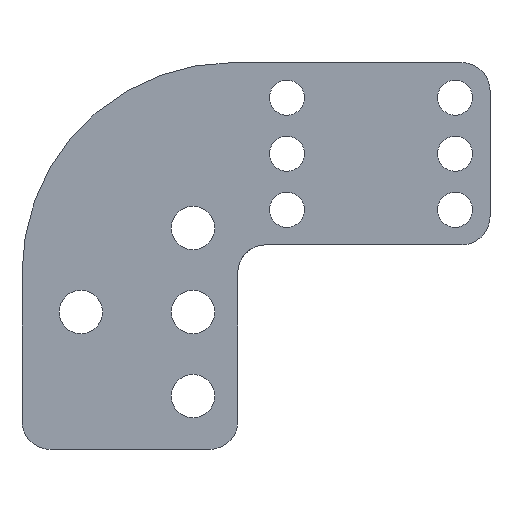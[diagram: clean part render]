
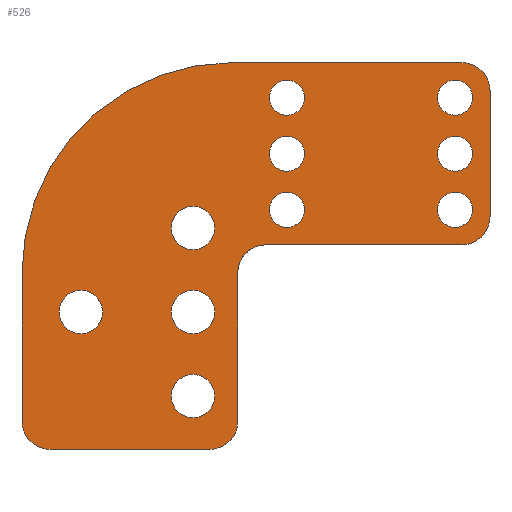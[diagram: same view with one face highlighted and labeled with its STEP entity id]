
A CAD part, front view. The second image highlights one B-rep face of the part: STEP entity #526.
In plain terms, the highlighted planar face has unit normal (0, -1, 0).
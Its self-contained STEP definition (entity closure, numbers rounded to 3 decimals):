
#26=FACE_BOUND('',#107,.T.);
#27=FACE_BOUND('',#108,.T.);
#28=FACE_BOUND('',#109,.T.);
#29=FACE_BOUND('',#110,.T.);
#30=FACE_BOUND('',#111,.T.);
#31=FACE_BOUND('',#112,.T.);
#32=FACE_BOUND('',#113,.T.);
#33=FACE_BOUND('',#114,.T.);
#34=FACE_BOUND('',#115,.T.);
#35=FACE_BOUND('',#116,.T.);
#44=PLANE('',#599);
#70=FACE_OUTER_BOUND('',#106,.T.);
#106=EDGE_LOOP('',(#462,#463,#464,#465,#466,#467,#468,#469,#470,#471,#472,
#473));
#107=EDGE_LOOP('',(#474));
#108=EDGE_LOOP('',(#475));
#109=EDGE_LOOP('',(#476));
#110=EDGE_LOOP('',(#477));
#111=EDGE_LOOP('',(#478));
#112=EDGE_LOOP('',(#479));
#113=EDGE_LOOP('',(#480));
#114=EDGE_LOOP('',(#481));
#115=EDGE_LOOP('',(#482));
#116=EDGE_LOOP('',(#483));
#121=LINE('',#772,#158);
#128=LINE('',#808,#165);
#135=LINE('',#841,#172);
#140=LINE('',#857,#177);
#142=LINE('',#863,#179);
#153=LINE('',#905,#190);
#158=VECTOR('',#614,10.);
#165=VECTOR('',#641,10.);
#172=VECTOR('',#674,10.);
#177=VECTOR('',#693,10.);
#179=VECTOR('',#701,10.);
#190=VECTOR('',#754,10.);
#191=CIRCLE('',#542,15.);
#209=CIRCLE('',#566,2.);
#210=CIRCLE('',#569,2.);
#211=CIRCLE('',#571,2.);
#212=CIRCLE('',#573,2.);
#213=CIRCLE('',#576,2.);
#214=CIRCLE('',#579,1.25);
#215=CIRCLE('',#581,1.25);
#216=CIRCLE('',#583,1.25);
#217=CIRCLE('',#585,1.25);
#218=CIRCLE('',#587,1.25);
#219=CIRCLE('',#589,1.55);
#220=CIRCLE('',#591,1.55);
#221=CIRCLE('',#593,1.55);
#222=CIRCLE('',#595,1.25);
#223=CIRCLE('',#597,1.55);
#224=VERTEX_POINT('',#759);
#225=VERTEX_POINT('',#760);
#229=VERTEX_POINT('',#770);
#241=VERTEX_POINT('',#805);
#242=VERTEX_POINT('',#807);
#254=VERTEX_POINT('',#835);
#255=VERTEX_POINT('',#839);
#256=VERTEX_POINT('',#843);
#257=VERTEX_POINT('',#847);
#258=VERTEX_POINT('',#851);
#259=VERTEX_POINT('',#853);
#260=VERTEX_POINT('',#859);
#261=VERTEX_POINT('',#865);
#262=VERTEX_POINT('',#869);
#263=VERTEX_POINT('',#873);
#264=VERTEX_POINT('',#877);
#265=VERTEX_POINT('',#881);
#266=VERTEX_POINT('',#885);
#267=VERTEX_POINT('',#889);
#268=VERTEX_POINT('',#893);
#269=VERTEX_POINT('',#897);
#270=VERTEX_POINT('',#901);
#271=EDGE_CURVE('',#224,#225,#191,.T.);
#277=EDGE_CURVE('',#225,#229,#121,.T.);
#292=EDGE_CURVE('',#242,#241,#128,.T.);
#307=EDGE_CURVE('',#254,#241,#209,.T.);
#309=EDGE_CURVE('',#254,#255,#135,.T.);
#311=EDGE_CURVE('',#256,#255,#210,.T.);
#312=EDGE_CURVE('',#242,#257,#211,.T.);
#315=EDGE_CURVE('',#258,#259,#212,.T.);
#317=EDGE_CURVE('',#258,#224,#140,.T.);
#318=EDGE_CURVE('',#260,#229,#213,.T.);
#320=EDGE_CURVE('',#260,#257,#142,.T.);
#322=EDGE_CURVE('',#261,#261,#214,.T.);
#324=EDGE_CURVE('',#262,#262,#215,.T.);
#326=EDGE_CURVE('',#263,#263,#216,.T.);
#328=EDGE_CURVE('',#264,#264,#217,.T.);
#330=EDGE_CURVE('',#265,#265,#218,.T.);
#332=EDGE_CURVE('',#266,#266,#219,.T.);
#334=EDGE_CURVE('',#267,#267,#220,.T.);
#336=EDGE_CURVE('',#268,#268,#221,.T.);
#338=EDGE_CURVE('',#269,#269,#222,.T.);
#340=EDGE_CURVE('',#270,#270,#223,.T.);
#341=EDGE_CURVE('',#256,#259,#153,.T.);
#462=ORIENTED_EDGE('',*,*,#271,.T.);
#463=ORIENTED_EDGE('',*,*,#277,.T.);
#464=ORIENTED_EDGE('',*,*,#318,.F.);
#465=ORIENTED_EDGE('',*,*,#320,.T.);
#466=ORIENTED_EDGE('',*,*,#312,.F.);
#467=ORIENTED_EDGE('',*,*,#292,.T.);
#468=ORIENTED_EDGE('',*,*,#307,.F.);
#469=ORIENTED_EDGE('',*,*,#309,.T.);
#470=ORIENTED_EDGE('',*,*,#311,.F.);
#471=ORIENTED_EDGE('',*,*,#341,.T.);
#472=ORIENTED_EDGE('',*,*,#315,.F.);
#473=ORIENTED_EDGE('',*,*,#317,.T.);
#474=ORIENTED_EDGE('',*,*,#340,.T.);
#475=ORIENTED_EDGE('',*,*,#338,.T.);
#476=ORIENTED_EDGE('',*,*,#336,.T.);
#477=ORIENTED_EDGE('',*,*,#334,.T.);
#478=ORIENTED_EDGE('',*,*,#332,.T.);
#479=ORIENTED_EDGE('',*,*,#330,.T.);
#480=ORIENTED_EDGE('',*,*,#328,.T.);
#481=ORIENTED_EDGE('',*,*,#326,.T.);
#482=ORIENTED_EDGE('',*,*,#324,.T.);
#483=ORIENTED_EDGE('',*,*,#322,.T.);
#526=ADVANCED_FACE('',(#70,#26,#27,#28,#29,#30,#31,#32,#33,#34,#35),#44,
 .T.);
#542=AXIS2_PLACEMENT_3D('',#761,#604,#605);
#566=AXIS2_PLACEMENT_3D('',#837,#669,#670);
#569=AXIS2_PLACEMENT_3D('',#845,#678,#679);
#571=AXIS2_PLACEMENT_3D('',#848,#682,#683);
#573=AXIS2_PLACEMENT_3D('',#854,#688,#689);
#576=AXIS2_PLACEMENT_3D('',#860,#696,#697);
#579=AXIS2_PLACEMENT_3D('',#867,#705,#706);
#581=AXIS2_PLACEMENT_3D('',#871,#710,#711);
#583=AXIS2_PLACEMENT_3D('',#875,#715,#716);
#585=AXIS2_PLACEMENT_3D('',#879,#720,#721);
#587=AXIS2_PLACEMENT_3D('',#883,#725,#726);
#589=AXIS2_PLACEMENT_3D('',#887,#730,#731);
#591=AXIS2_PLACEMENT_3D('',#891,#735,#736);
#593=AXIS2_PLACEMENT_3D('',#895,#740,#741);
#595=AXIS2_PLACEMENT_3D('',#899,#745,#746);
#597=AXIS2_PLACEMENT_3D('',#903,#750,#751);
#599=AXIS2_PLACEMENT_3D('',#906,#755,#756);
#604=DIRECTION('center_axis',(0.,-1.,0.));
#605=DIRECTION('ref_axis',(1.,0.,0.));
#614=DIRECTION('',(0.,0.,-1.));
#641=DIRECTION('',(0.,0.,1.));
#669=DIRECTION('center_axis',(0.,-1.,0.));
#670=DIRECTION('ref_axis',(-0.707,0.,0.707));
#674=DIRECTION('',(1.,0.,0.));
#678=DIRECTION('center_axis',(0.,1.,0.));
#679=DIRECTION('ref_axis',(0.707,0.,-0.707));
#682=DIRECTION('center_axis',(0.,1.,0.));
#683=DIRECTION('ref_axis',(0.707,0.,-0.707));
#688=DIRECTION('center_axis',(0.,1.,0.));
#689=DIRECTION('ref_axis',(0.707,0.,0.707));
#693=DIRECTION('',(-1.,0.,0.));
#696=DIRECTION('center_axis',(0.,1.,0.));
#697=DIRECTION('ref_axis',(-0.707,0.,-0.707));
#701=DIRECTION('',(1.,0.,0.));
#705=DIRECTION('center_axis',(0.,1.,0.));
#706=DIRECTION('ref_axis',(1.,0.,0.));
#710=DIRECTION('center_axis',(0.,1.,0.));
#711=DIRECTION('ref_axis',(1.,0.,0.));
#715=DIRECTION('center_axis',(0.,1.,0.));
#716=DIRECTION('ref_axis',(1.,0.,0.));
#720=DIRECTION('center_axis',(0.,1.,0.));
#721=DIRECTION('ref_axis',(1.,0.,0.));
#725=DIRECTION('center_axis',(0.,1.,0.));
#726=DIRECTION('ref_axis',(1.,0.,0.));
#730=DIRECTION('center_axis',(0.,1.,0.));
#731=DIRECTION('ref_axis',(1.,0.,0.));
#735=DIRECTION('center_axis',(0.,1.,0.));
#736=DIRECTION('ref_axis',(1.,0.,0.));
#740=DIRECTION('center_axis',(0.,1.,0.));
#741=DIRECTION('ref_axis',(1.,0.,0.));
#745=DIRECTION('center_axis',(0.,1.,0.));
#746=DIRECTION('ref_axis',(1.,0.,0.));
#750=DIRECTION('center_axis',(0.,1.,0.));
#751=DIRECTION('ref_axis',(1.,0.,0.));
#754=DIRECTION('',(0.,0.,1.));
#755=DIRECTION('center_axis',(0.,-1.,0.));
#756=DIRECTION('ref_axis',(1.,0.,0.));
#759=CARTESIAN_POINT('',(-9.907,-13.,13.1));
#760=CARTESIAN_POINT('',(-24.907,-13.,-1.9));
#761=CARTESIAN_POINT('Origin',(-9.907,-13.,-1.9));
#770=CARTESIAN_POINT('',(-24.907,-13.,-12.5));
#772=CARTESIAN_POINT('',(-24.907,-13.,13.1));
#805=CARTESIAN_POINT('',(-9.507,-13.,-1.9));
#807=CARTESIAN_POINT('',(-9.507,-13.,-12.5));
#808=CARTESIAN_POINT('',(-9.507,-13.,-14.5));
#835=CARTESIAN_POINT('',(-7.507,-13.,0.1));
#837=CARTESIAN_POINT('Origin',(-7.507,-13.,-1.9));
#839=CARTESIAN_POINT('',(6.493,-13.,0.1));
#841=CARTESIAN_POINT('',(8.493,-13.,0.1));
#843=CARTESIAN_POINT('',(8.493,-13.,2.1));
#845=CARTESIAN_POINT('Origin',(6.493,-13.,2.1));
#847=CARTESIAN_POINT('',(-11.507,-13.,-14.5));
#848=CARTESIAN_POINT('Origin',(-11.507,-13.,-12.5));
#851=CARTESIAN_POINT('',(6.493,-13.,13.1));
#853=CARTESIAN_POINT('',(8.493,-13.,11.1));
#854=CARTESIAN_POINT('Origin',(6.493,-13.,11.1));
#857=CARTESIAN_POINT('',(-0.507,-13.,13.1));
#859=CARTESIAN_POINT('',(-22.907,-13.,-14.5));
#860=CARTESIAN_POINT('Origin',(-22.907,-13.,-12.5));
#863=CARTESIAN_POINT('',(-24.907,-13.,-14.5));
#865=CARTESIAN_POINT('',(4.75,-13.,6.6));
#867=CARTESIAN_POINT('Origin',(6.,-13.,6.6));
#869=CARTESIAN_POINT('',(-7.25,-13.,2.6));
#871=CARTESIAN_POINT('Origin',(-6.,-13.,2.6));
#873=CARTESIAN_POINT('',(4.75,-13.,10.6));
#875=CARTESIAN_POINT('Origin',(6.,-13.,10.6));
#877=CARTESIAN_POINT('',(4.75,-13.,2.6));
#879=CARTESIAN_POINT('Origin',(6.,-13.,2.6));
#881=CARTESIAN_POINT('',(-7.25,-13.,6.6));
#883=CARTESIAN_POINT('Origin',(-6.,-13.,6.6));
#885=CARTESIAN_POINT('',(-14.257,-13.,-10.7));
#887=CARTESIAN_POINT('Origin',(-12.707,-13.,-10.7));
#889=CARTESIAN_POINT('',(-14.257,-13.,-4.7));
#891=CARTESIAN_POINT('Origin',(-12.707,-13.,-4.7));
#893=CARTESIAN_POINT('',(-14.257,-13.,1.3));
#895=CARTESIAN_POINT('Origin',(-12.707,-13.,1.3));
#897=CARTESIAN_POINT('',(-7.25,-13.,10.6));
#899=CARTESIAN_POINT('Origin',(-6.,-13.,10.6));
#901=CARTESIAN_POINT('',(-22.257,-13.,-4.7));
#903=CARTESIAN_POINT('Origin',(-20.707,-13.,-4.7));
#905=CARTESIAN_POINT('',(8.493,-13.,5.1));
#906=CARTESIAN_POINT('Origin',(-8.207,-13.,-0.7));
